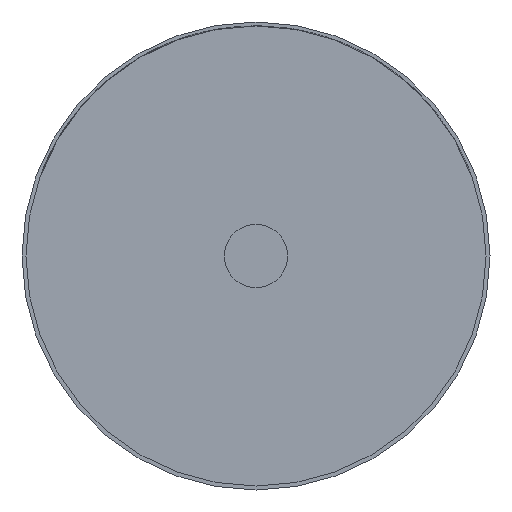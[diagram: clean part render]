
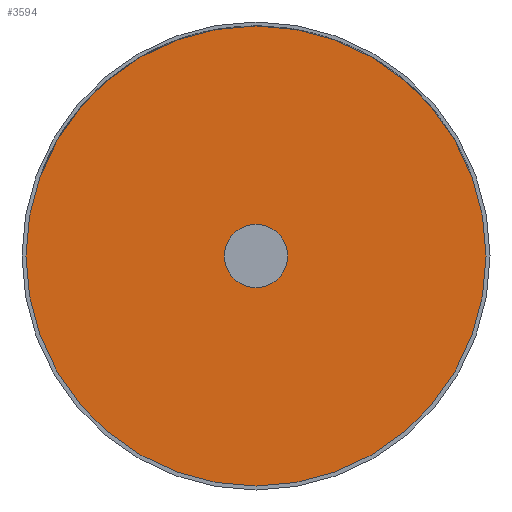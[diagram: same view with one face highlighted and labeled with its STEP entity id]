
A CAD part, front view. The second image highlights one B-rep face of the part: STEP entity #3594.
In plain terms, the highlighted planar face has unit normal (0, -1, 0).
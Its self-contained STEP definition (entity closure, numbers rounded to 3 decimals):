
#89 = ORIENTED_EDGE ( 'NONE', *, *, #744, .F. ) ;
#191 = DIRECTION ( 'NONE',  ( 0., 0., 1. ) ) ;
#201 = PLANE ( 'NONE',  #445 ) ;
#319 = CARTESIAN_POINT ( 'NONE',  ( 0., 0., 6. ) ) ;
#419 = DIRECTION ( 'NONE',  ( 0., 0., 1. ) ) ;
#445 = AXIS2_PLACEMENT_3D ( 'NONE', #3715, #2450, #1557 ) ;
#465 = EDGE_CURVE ( 'NONE', #2462, #2849, #2220, .T. ) ;
#595 = AXIS2_PLACEMENT_3D ( 'NONE', #3932, #2066, #191 ) ;
#604 = ORIENTED_EDGE ( 'NONE', *, *, #3510, .F. ) ;
#668 = AXIS2_PLACEMENT_3D ( 'NONE', #3543, #1673, #419 ) ;
#741 = DIRECTION ( 'NONE',  ( 0., 1., 0. ) ) ;
#744 = EDGE_CURVE ( 'NONE', #2849, #2462, #883, .T. ) ;
#876 = DIRECTION ( 'NONE',  ( 0., 1., 0. ) ) ;
#883 = CIRCLE ( 'NONE', #1065, 43.5 ) ;
#1048 = VERTEX_POINT ( 'NONE', #319 ) ;
#1065 = AXIS2_PLACEMENT_3D ( 'NONE', #2619, #741, #3844 ) ;
#1306 = EDGE_LOOP ( 'NONE', ( #4031, #89 ) ) ;
#1530 = FACE_OUTER_BOUND ( 'NONE', #1306, .T. ) ;
#1557 = DIRECTION ( 'NONE',  ( 0., 0., 1. ) ) ;
#1673 = DIRECTION ( 'NONE',  ( 0., -1., 0. ) ) ;
#1870 = CARTESIAN_POINT ( 'NONE',  ( 0., 0., 43.5 ) ) ;
#1944 = EDGE_CURVE ( 'NONE', #1048, #2292, #3559, .T. ) ;
#2066 = DIRECTION ( 'NONE',  ( 0., -1., 0. ) ) ;
#2155 = CIRCLE ( 'NONE', #668, 6. ) ;
#2220 = CIRCLE ( 'NONE', #4017, 43.5 ) ;
#2250 = ORIENTED_EDGE ( 'NONE', *, *, #1944, .F. ) ;
#2292 = VERTEX_POINT ( 'NONE', #3016 ) ;
#2372 = CARTESIAN_POINT ( 'NONE',  ( 0., 0., -43.5 ) ) ;
#2446 = CARTESIAN_POINT ( 'NONE',  ( 0., 0., 0. ) ) ;
#2450 = DIRECTION ( 'NONE',  ( 0., 1., 0. ) ) ;
#2462 = VERTEX_POINT ( 'NONE', #2372 ) ;
#2619 = CARTESIAN_POINT ( 'NONE',  ( 0., 0., 0. ) ) ;
#2849 = VERTEX_POINT ( 'NONE', #1870 ) ;
#3016 = CARTESIAN_POINT ( 'NONE',  ( 0., 0., -6. ) ) ;
#3054 = DIRECTION ( 'NONE',  ( 0., 0., 1. ) ) ;
#3249 = EDGE_LOOP ( 'NONE', ( #2250, #604 ) ) ;
#3510 = EDGE_CURVE ( 'NONE', #2292, #1048, #2155, .T. ) ;
#3543 = CARTESIAN_POINT ( 'NONE',  ( 0., 0., 0. ) ) ;
#3559 = CIRCLE ( 'NONE', #595, 6. ) ;
#3594 = ADVANCED_FACE ( 'NONE', ( #1530, #3838 ), #201, .F. ) ;
#3715 = CARTESIAN_POINT ( 'NONE',  ( 0., 0., 0. ) ) ;
#3838 = FACE_BOUND ( 'NONE', #3249, .T. ) ;
#3844 = DIRECTION ( 'NONE',  ( 0., 0., 1. ) ) ;
#3932 = CARTESIAN_POINT ( 'NONE',  ( 0., 0., 0. ) ) ;
#4017 = AXIS2_PLACEMENT_3D ( 'NONE', #2446, #876, #3054 ) ;
#4031 = ORIENTED_EDGE ( 'NONE', *, *, #465, .F. ) ;
